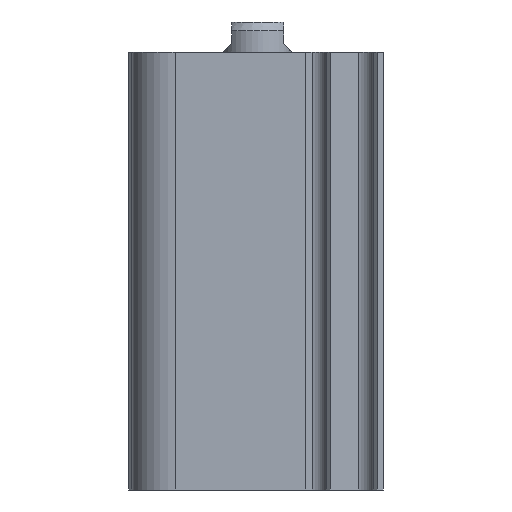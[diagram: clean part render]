
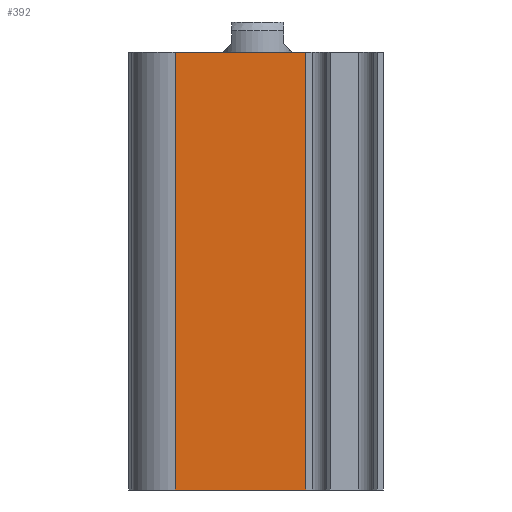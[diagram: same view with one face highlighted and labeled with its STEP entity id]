
A CAD part, front view. The second image highlights one B-rep face of the part: STEP entity #392.
In plain terms, the highlighted planar face has unit normal (0, -1, 0).
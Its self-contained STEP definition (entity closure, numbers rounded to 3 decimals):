
#392=ADVANCED_FACE('',(#791),#792,.F.);
#791=FACE_OUTER_BOUND('',#1214,.T.);
#792=PLANE('',#1215);
#1214=EDGE_LOOP('',(#2115,#2116,#2117,#2118));
#1215=AXIS2_PLACEMENT_3D('',#2119,#2120,#2121);
#2115=ORIENTED_EDGE('',*,*,#2681,.F.);
#2116=ORIENTED_EDGE('',*,*,#2865,.T.);
#2117=ORIENTED_EDGE('',*,*,#2871,.F.);
#2118=ORIENTED_EDGE('',*,*,#2872,.T.);
#2119=CARTESIAN_POINT('',(-9.5,-14.5,66.262));
#2120=DIRECTION('',(-0.0,1.0,0.0));
#2121=DIRECTION('',(1.0,0.0,0.0));
#2681=EDGE_CURVE('',#3204,#3206,#3207,.T.);
#2865=EDGE_CURVE('',#3204,#3506,#3508,.T.);
#2871=EDGE_CURVE('',#3516,#3506,#3517,.T.);
#2872=EDGE_CURVE('',#3516,#3206,#3518,.T.);
#3204=VERTEX_POINT('',#3962);
#3206=VERTEX_POINT('',#3965);
#3207=LINE('',#3966,#3967);
#3506=VERTEX_POINT('',#4351);
#3508=LINE('',#4354,#4355);
#3516=VERTEX_POINT('',#4366);
#3517=LINE('',#4367,#4368);
#3518=LINE('',#4369,#4370);
#3962=CARTESIAN_POINT('',(5.582,-14.5,-25.25));
#3965=CARTESIAN_POINT('',(-9.5,-14.5,-25.25));
#3966=CARTESIAN_POINT('',(-9.5,-14.5,-25.25));
#3967=VECTOR('',#4744,1.0);
#4351=CARTESIAN_POINT('',(5.582,-14.5,25.25));
#4354=CARTESIAN_POINT('',(5.582,-14.5,66.262));
#4355=VECTOR('',#5014,1.0);
#4366=CARTESIAN_POINT('',(-9.5,-14.5,25.25));
#4367=CARTESIAN_POINT('',(-9.5,-14.5,25.25));
#4368=VECTOR('',#5018,1.0);
#4369=CARTESIAN_POINT('',(-9.5,-14.5,66.262));
#4370=VECTOR('',#5019,1.0);
#4744=DIRECTION('',(-1.0,0.0,0.0));
#5014=DIRECTION('',(0.0,0.0,1.0));
#5018=DIRECTION('',(1.0,0.0,0.0));
#5019=DIRECTION('',(0.0,0.0,-1.0));
